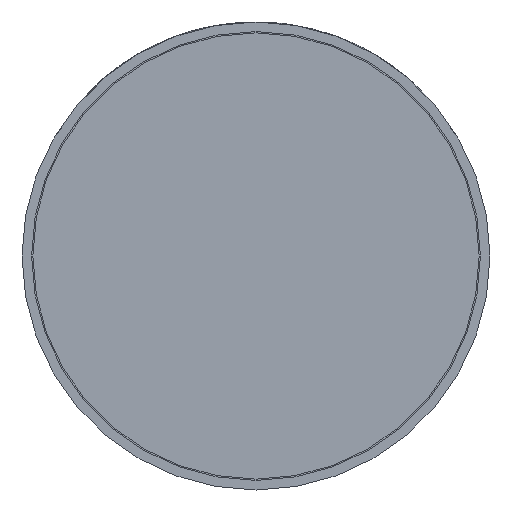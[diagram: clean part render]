
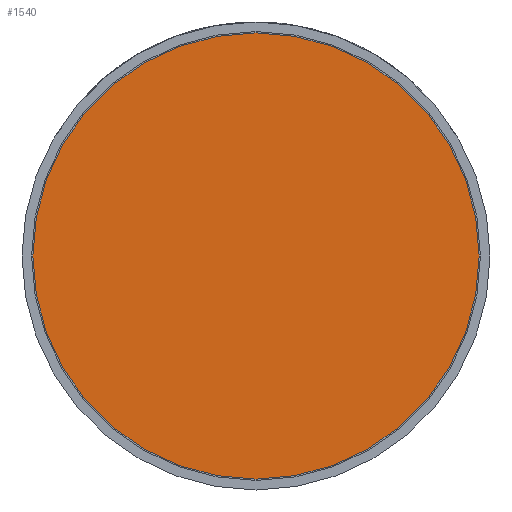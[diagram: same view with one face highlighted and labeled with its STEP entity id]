
A CAD part, front view. The second image highlights one B-rep face of the part: STEP entity #1540.
In plain terms, the highlighted planar face has unit normal (0, -1, 0).
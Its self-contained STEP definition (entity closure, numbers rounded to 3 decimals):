
#337 = CIRCLE ( 'NONE', #663, 1.74 ) ;
#518 = VERTEX_POINT ( 'NONE', #2966 ) ;
#663 = AXIS2_PLACEMENT_3D ( 'NONE', #3147, #1004, #1392 ) ;
#1004 = DIRECTION ( 'NONE',  ( 0., -1., 0. ) ) ;
#1392 = DIRECTION ( 'NONE',  ( 0., 0., -1. ) ) ;
#1540 = ADVANCED_FACE ( 'Defeature ausgef�hrt1_6', ( #2045 ), #2574, .T. ) ;
#1625 = AXIS2_PLACEMENT_3D ( 'NONE', #2986, #3784, #2133 ) ;
#2045 = FACE_OUTER_BOUND ( 'NONE', #2936, .T. ) ;
#2133 = DIRECTION ( 'NONE',  ( 0., 0., -1. ) ) ;
#2176 = CARTESIAN_POINT ( 'NONE',  ( 0., 0., -1.74 ) ) ;
#2378 = DIRECTION ( 'NONE',  ( 0., -1., 0. ) ) ;
#2417 = CARTESIAN_POINT ( 'NONE',  ( 0., 0., 0. ) ) ;
#2574 = PLANE ( 'NONE',  #1625 ) ;
#2936 = EDGE_LOOP ( 'NONE', ( #5454, #5475 ) ) ;
#2966 = CARTESIAN_POINT ( 'NONE',  ( 0., 0., 1.74 ) ) ;
#2986 = CARTESIAN_POINT ( 'NONE',  ( 0., 0., 0. ) ) ;
#3132 = EDGE_CURVE ( 'Defeature ausgef�hrt1_6+Defeature ausgef�hrt1_5+Defeature ausgef�hrt1_5+Defeature ausgef�hrt1_5', #4985, #518, #337, .T. ) ;
#3147 = CARTESIAN_POINT ( 'NONE',  ( 0., 0., 0. ) ) ;
#3248 = EDGE_CURVE ( 'Defeature ausgef�hrt1_6+Defeature ausgef�hrt1_5+Defeature ausgef�hrt1_5+Defeature ausgef�hrt1_5', #518, #4985, #5362, .T. ) ;
#3784 = DIRECTION ( 'NONE',  ( 0., -1., 0. ) ) ;
#4415 = AXIS2_PLACEMENT_3D ( 'NONE', #2417, #2378, #5414 ) ;
#4985 = VERTEX_POINT ( 'NONE', #2176 ) ;
#5362 = CIRCLE ( 'NONE', #4415, 1.74 ) ;
#5414 = DIRECTION ( 'NONE',  ( 0., 0., -1. ) ) ;
#5454 = ORIENTED_EDGE ( 'NONE', *, *, #3132, .T. ) ;
#5475 = ORIENTED_EDGE ( 'NONE', *, *, #3248, .T. ) ;
